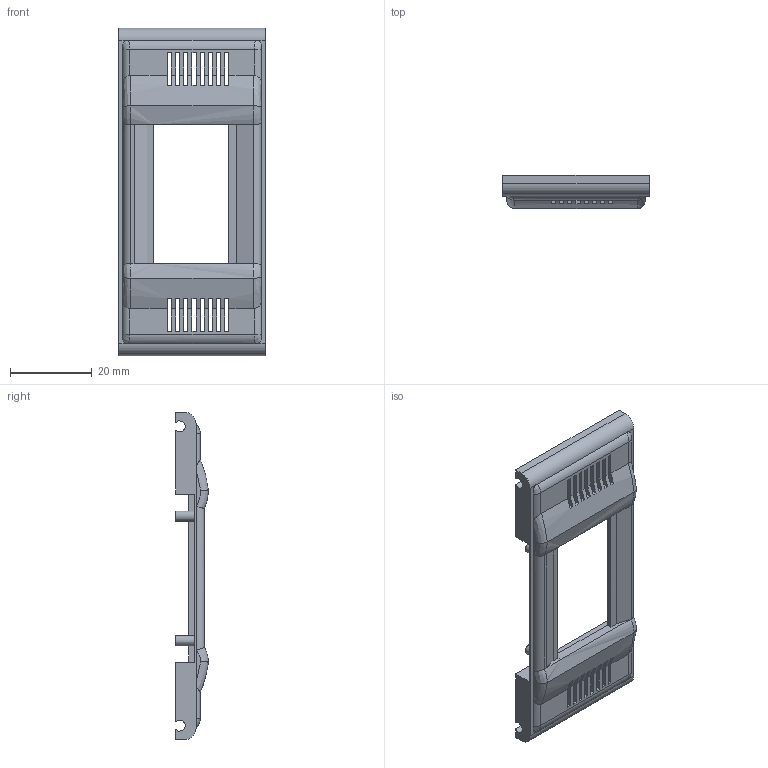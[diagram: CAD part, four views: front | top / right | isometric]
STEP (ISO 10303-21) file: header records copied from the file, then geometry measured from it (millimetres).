
FILE_DESCRIPTION(/* description */ ('','CAx-IF Rec.Pracs.---Representation and Presentation of Product Manufacturing Information (PMI)---4.0---2014-10-13'),/* implementation_level */ '2;1');
FILE_NAME(/* name */ 'top_monitor.step',/* time_stamp */ '2025-07-27T12:01:41+03:00',/* author */ (''),/* organization */ (''),/* preprocessor_version */ 'ST-DEVELOPER v20',/* originating_system */ 'Autodesk Translation Framework v13.20.0.188',/* authorisation */ '');
FILE_SCHEMA (('AP242_MANAGED_MODEL_BASED_3D_ENGINEERING_MIM_LF { 1 0 10303 442 1 1 4 }'));
Length unit declared in the file: millimetre
Products named in the file (2): box_product_animation_new; top-monitor
Assembly tree (1 placements, depth 2):
  box_product_animation_new
    top-monitor
Bounding box: 35.79 x 8 x 80 mm (x, y, z)
Volume: 9031.2 mm3; surface area: 7950.5 mm2
Topology: 1 solids, 1 shells, 147 faces, 460 edges, 301 vertices
Faces by surface type: plane 117, bspline 16, cylinder 14
Full cylindrical faces by diameter (mm): 2.5 x2
Entity records: 6987 total; most frequent: CARTESIAN_POINT 3040, ORIENTED_EDGE 920, DIRECTION 632, EDGE_CURVE 460, LINE 328, VECTOR 328, VERTEX_POINT 301, EDGE_LOOP 167
